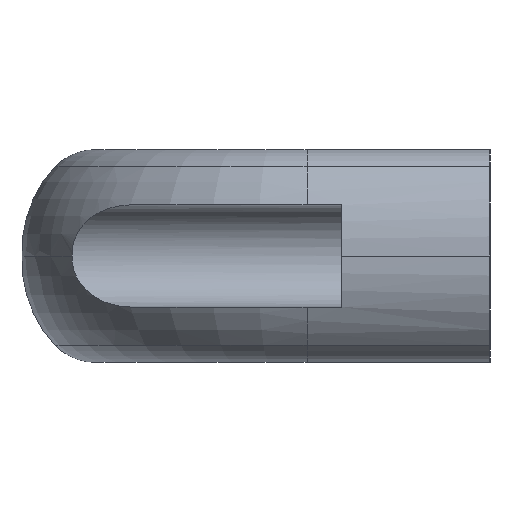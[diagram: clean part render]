
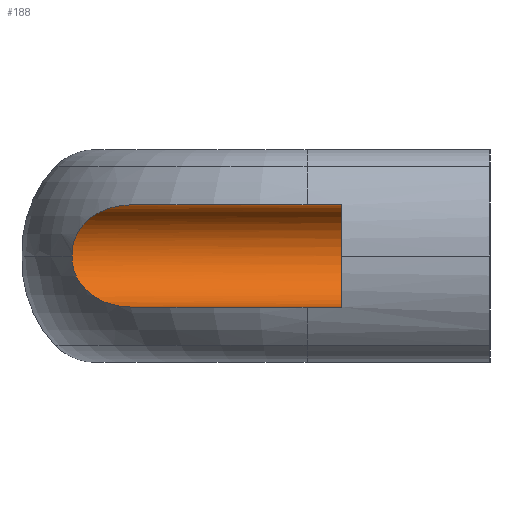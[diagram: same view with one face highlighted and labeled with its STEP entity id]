
A CAD part, left-side view. The second image highlights one B-rep face of the part: STEP entity #188.
In plain terms, the highlighted cylindrical face has radius 6 mm (diameter 12 mm), a partial arc.
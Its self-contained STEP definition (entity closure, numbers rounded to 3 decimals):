
#188 = ADVANCED_FACE( '', ( #381 ), #382, .F. );
#381 = FACE_OUTER_BOUND( '', #566, .T. );
#382 = CYLINDRICAL_SURFACE( '', #567, 6. );
#566 = EDGE_LOOP( '', ( #1022, #1023, #1024, #1025, #1026 ) );
#567 = AXIS2_PLACEMENT_3D( '', #1027, #1028, #1029 );
#1022 = ORIENTED_EDGE( '', *, *, #1059, .F. );
#1023 = ORIENTED_EDGE( '', *, *, #1144, .F. );
#1024 = ORIENTED_EDGE( '', *, *, #1215, .T. );
#1025 = ORIENTED_EDGE( '', *, *, #1197, .F. );
#1026 = ORIENTED_EDGE( '', *, *, #1051, .F. );
#1027 = CARTESIAN_POINT( '', ( 0., 72.4, 0. ) );
#1028 = DIRECTION( '', ( 0., 1., 0. ) );
#1029 = DIRECTION( '', ( 0., 0., -1. ) );
#1051 = EDGE_CURVE( '', #1235, #1237, #1238, .T. );
#1059 = EDGE_CURVE( '', #1249, #1235, #1251, .T. );
#1144 = EDGE_CURVE( '', #1385, #1249, #1387, .T. );
#1197 = EDGE_CURVE( '', #1237, #1448, #1449, .T. );
#1215 = EDGE_CURVE( '', #1385, #1448, #1467, .T. );
#1235 = VERTEX_POINT( '', #1489 );
#1237 = VERTEX_POINT( '', #1491 );
#1238 = LINE( '', #1492, #1493 );
#1249 = VERTEX_POINT( '', #1506 );
#1251 = B_SPLINE_CURVE_WITH_KNOTS( '', 3, ( #1508, #1509, #1510, #1511, #1512, #1513, #1514, #1515, #1516, #1517, #1518, #1519, #1520, #1521, #1522, #1523, #1524, #1525 ), .UNSPECIFIED., .F., .F., ( 4, 2, 2, 2, 2, 2, 2, 2, 4 ), ( 0., 0.002, 0.003, 0.005, 0.005, 0.006, 0.008, 0.009, 0.012 ), .UNSPECIFIED. );
#1385 = VERTEX_POINT( '', #1697 );
#1387 = B_SPLINE_CURVE_WITH_KNOTS( '', 3, ( #1699, #1700, #1701, #1702, #1703, #1704, #1705, #1706, #1707, #1708, #1709, #1710, #1711, #1712, #1713, #1714, #1715, #1716, #1717, #1718, #1719, #1720 ), .UNSPECIFIED., .F., .F., ( 4, 2, 2, 2, 2, 2, 2, 2, 2, 2, 4 ), ( 0., 0.003, 0.004, 0.006, 0.007, 0.007, 0.009, 0.01, 0.01, 0.011, 0.012 ), .UNSPECIFIED. );
#1448 = VERTEX_POINT( '', #1810 );
#1449 = CIRCLE( '', #1811, 6. );
#1467 = LINE( '', #1830, #1831 );
#1489 = CARTESIAN_POINT( '', ( 0., 42.228, 6. ) );
#1491 = CARTESIAN_POINT( '', ( 0., 17.4, 6. ) );
#1492 = CARTESIAN_POINT( '', ( 0., 72.4, 6. ) );
#1493 = VECTOR( '', #1854, 1000. );
#1506 = CARTESIAN_POINT( '', ( 6., 49.091, 0. ) );
#1508 = CARTESIAN_POINT( '', ( 6., 49.091, 0. ) );
#1509 = CARTESIAN_POINT( '', ( 6., 49.118, 0.51 ) );
#1510 = CARTESIAN_POINT( '', ( 5.936, 49.068, 1.006 ) );
#1511 = CARTESIAN_POINT( '', ( 5.691, 48.827, 1.964 ) );
#1512 = CARTESIAN_POINT( '', ( 5.517, 48.643, 2.402 ) );
#1513 = CARTESIAN_POINT( '', ( 5.094, 48.183, 3.202 ) );
#1514 = CARTESIAN_POINT( '', ( 4.854, 47.914, 3.551 ) );
#1515 = CARTESIAN_POINT( '', ( 4.46, 47.471, 4.018 ) );
#1516 = CARTESIAN_POINT( '', ( 4.323, 47.315, 4.165 ) );
#1517 = CARTESIAN_POINT( '', ( 4.043, 46.995, 4.437 ) );
#1518 = CARTESIAN_POINT( '', ( 3.901, 46.832, 4.563 ) );
#1519 = CARTESIAN_POINT( '', ( 3.465, 46.33, 4.913 ) );
#1520 = CARTESIAN_POINT( '', ( 3.165, 45.982, 5.109 ) );
#1521 = CARTESIAN_POINT( '', ( 2.549, 45.262, 5.443 ) );
#1522 = CARTESIAN_POINT( '', ( 2.233, 44.89, 5.579 ) );
#1523 = CARTESIAN_POINT( '', ( 1.283, 43.768, 5.899 ) );
#1524 = CARTESIAN_POINT( '', ( 0.644, 43.005, 6. ) );
#1525 = CARTESIAN_POINT( '', ( 0., 42.228, 6. ) );
#1697 = CARTESIAN_POINT( '', ( 0., 42.228, -6. ) );
#1699 = CARTESIAN_POINT( '', ( 0., 42.228, -6. ) );
#1700 = CARTESIAN_POINT( '', ( 0.644, 43.005, -6. ) );
#1701 = CARTESIAN_POINT( '', ( 1.282, 43.766, -5.899 ) );
#1702 = CARTESIAN_POINT( '', ( 2.224, 44.88, -5.582 ) );
#1703 = CARTESIAN_POINT( '', ( 2.537, 45.247, -5.449 ) );
#1704 = CARTESIAN_POINT( '', ( 3.156, 45.971, -5.115 ) );
#1705 = CARTESIAN_POINT( '', ( 3.46, 46.324, -4.916 ) );
#1706 = CARTESIAN_POINT( '', ( 3.897, 46.827, -4.566 ) );
#1707 = CARTESIAN_POINT( '', ( 4.04, 46.991, -4.441 ) );
#1708 = CARTESIAN_POINT( '', ( 4.319, 47.31, -4.169 ) );
#1709 = CARTESIAN_POINT( '', ( 4.456, 47.466, -4.023 ) );
#1710 = CARTESIAN_POINT( '', ( 4.852, 47.912, -3.554 ) );
#1711 = CARTESIAN_POINT( '', ( 5.093, 48.181, -3.204 ) );
#1712 = CARTESIAN_POINT( '', ( 5.409, 48.525, -2.607 ) );
#1713 = CARTESIAN_POINT( '', ( 5.506, 48.63, -2.395 ) );
#1714 = CARTESIAN_POINT( '', ( 5.677, 48.81, -1.957 ) );
#1715 = CARTESIAN_POINT( '', ( 5.751, 48.886, -1.728 ) );
#1716 = CARTESIAN_POINT( '', ( 5.873, 49.006, -1.252 ) );
#1717 = CARTESIAN_POINT( '', ( 5.921, 49.05, -1.004 ) );
#1718 = CARTESIAN_POINT( '', ( 5.984, 49.098, -0.507 ) );
#1719 = CARTESIAN_POINT( '', ( 6., 49.104, -0.255 ) );
#1720 = CARTESIAN_POINT( '', ( 6., 49.091, 0. ) );
#1810 = CARTESIAN_POINT( '', ( 0., 17.4, -6. ) );
#1811 = AXIS2_PLACEMENT_3D( '', #2096, #2097, #2098 );
#1830 = CARTESIAN_POINT( '', ( 0., 72.4, -6. ) );
#1831 = VECTOR( '', #2115, 1000. );
#1854 = DIRECTION( '', ( 0., -1., 0. ) );
#2096 = CARTESIAN_POINT( '', ( 0., 17.4, 0. ) );
#2097 = DIRECTION( '', ( 0., 1., 0. ) );
#2098 = DIRECTION( '', ( 1., 0., 0. ) );
#2115 = DIRECTION( '', ( 0., -1., 0. ) );
